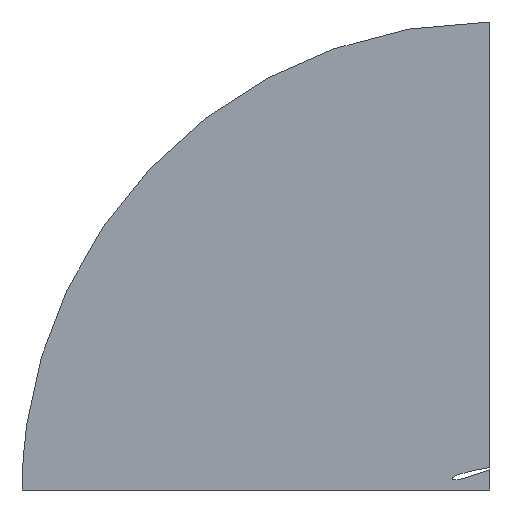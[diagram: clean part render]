
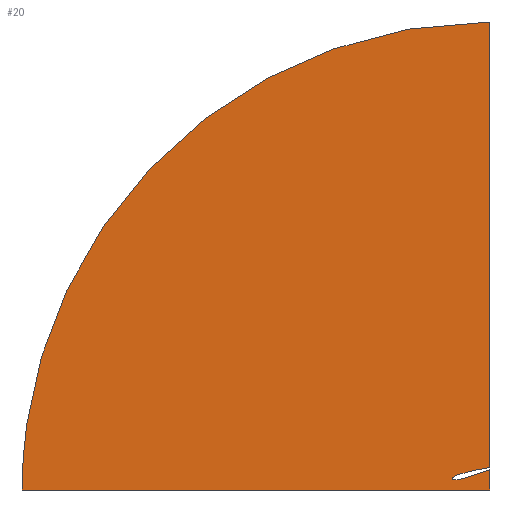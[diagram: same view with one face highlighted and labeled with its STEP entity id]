
A CAD part, top view. The second image highlights one B-rep face of the part: STEP entity #20.
In plain terms, the highlighted planar face has unit normal (0, 0, 1).
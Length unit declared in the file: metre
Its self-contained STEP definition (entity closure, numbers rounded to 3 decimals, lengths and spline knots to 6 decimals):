
#20=ADVANCED_FACE('',(#21),#43,.T.);
#21=FACE_OUTER_BOUND('',#22,.T.);
#22=EDGE_LOOP('',(#23,#24,#25,#26,#27));
#23=ORIENTED_EDGE('',*,*,#28,.T.);
#24=ORIENTED_EDGE('',*,*,#32,.T.);
#25=ORIENTED_EDGE('',*,*,#31,.T.);
#26=ORIENTED_EDGE('',*,*,#30,.T.);
#27=ORIENTED_EDGE('',*,*,#29,.T.);
#28=EDGE_CURVE('',#38,#42,#33,.T.);
#29=EDGE_CURVE('',#39,#38,#34,.T.);
#30=EDGE_CURVE('',#40,#39,#35,.T.);
#31=EDGE_CURVE('',#41,#40,#36,.T.);
#32=EDGE_CURVE('',#42,#41,#37,.T.);
#33=(
BOUNDED_CURVE()
B_SPLINE_CURVE(3,(#81,#82,#83,#84),.UNSPECIFIED.,.F.,.F.)
B_SPLINE_CURVE_WITH_KNOTS((4,4),(0.,15.704519),.UNSPECIFIED.)
CURVE()
GEOMETRIC_REPRESENTATION_ITEM()
RATIONAL_B_SPLINE_CURVE((1.,0.805,0.805,1.))
REPRESENTATION_ITEM('')
);
#34=(
BOUNDED_CURVE()
B_SPLINE_CURVE(3,(#85,#86,#87,#88),.UNSPECIFIED.,.F.,.F.)
B_SPLINE_CURVE_WITH_KNOTS((4,4),(27.829303,37.351423),
 .UNSPECIFIED.)
CURVE()
GEOMETRIC_REPRESENTATION_ITEM()
RATIONAL_B_SPLINE_CURVE((1.,1.,1.,1.))
REPRESENTATION_ITEM('')
);
#35=(
BOUNDED_CURVE()
B_SPLINE_CURVE(3,(#89,#90,#91,#92,#93,#94,#95,#96,#97,#98,#99,#100,#101,
#102,#103,#104,#105,#106,#107,#108,#109,#110,#111,#112,#113,#114,#115,#116,
#117,#118,#119,#120,#121,#122,#123,#124,#125,#126,#127,#128,#129,#130,#131,
#132),.UNSPECIFIED.,.F.,.F.)
B_SPLINE_CURVE_WITH_KNOTS((4,1,1,1,1,1,1,1,1,1,1,1,1,1,1,1,1,1,1,1,1,1,
1,1,1,1,1,1,1,1,1,1,1,1,1,1,1,1,1,1,1,4),(26.133789,26.174034,
26.224115,26.286616,26.362577,26.421085,26.473703,
26.52728,26.59556,26.663013,26.706323,26.726701,
26.747972,26.776126,26.802123,26.826434,26.843084,
26.85701,26.871653,26.888198,26.901324,26.914028,
26.928166,26.939969,26.950199,26.958395,26.967714,
26.975734,26.985616,26.996126,27.011997,27.032518,
27.077157,27.131021,27.175195,27.255999,27.345999,
27.448182,27.538262,27.630011,27.759184,27.829303),
 .UNSPECIFIED.)
CURVE()
GEOMETRIC_REPRESENTATION_ITEM()
RATIONAL_B_SPLINE_CURVE((1.,1.,1.,1.,1.,1.,1.,1.,1.,1.,1.,1.,1.,1.,1.,1.,
1.,1.,1.,1.,1.,1.,1.,1.,1.,1.,1.,1.,1.,1.,1.,1.,1.,1.,1.,1.,1.,1.,1.,1.,
1.,1.,1.,1.))
REPRESENTATION_ITEM('')
);
#36=(
BOUNDED_CURVE()
B_SPLINE_CURVE(3,(#133,#134,#135,#136),.UNSPECIFIED.,.F.,.F.)
B_SPLINE_CURVE_WITH_KNOTS((4,4),(25.701075,26.133789),
 .UNSPECIFIED.)
CURVE()
GEOMETRIC_REPRESENTATION_ITEM()
RATIONAL_B_SPLINE_CURVE((1.,1.,1.,1.))
REPRESENTATION_ITEM('')
);
#37=(
BOUNDED_CURVE()
B_SPLINE_CURVE(3,(#137,#138,#139,#140),.UNSPECIFIED.,.F.,.F.)
B_SPLINE_CURVE_WITH_KNOTS((4,4),(15.704519,25.701075),
 .UNSPECIFIED.)
CURVE()
GEOMETRIC_REPRESENTATION_ITEM()
RATIONAL_B_SPLINE_CURVE((1.,1.,1.,1.))
REPRESENTATION_ITEM('')
);
#38=VERTEX_POINT('',#76);
#39=VERTEX_POINT('',#77);
#40=VERTEX_POINT('',#78);
#41=VERTEX_POINT('',#79);
#42=VERTEX_POINT('',#80);
#43=PLANE('',#64);
#64=AXIS2_PLACEMENT_3D('',#75,#69,$);
#69=DIRECTION('',(0.,0.,1.));
#75=CARTESIAN_POINT('',(-10.096521,-0.1,0.));
#76=CARTESIAN_POINT('',(0.,10.,0.));
#77=CARTESIAN_POINT('',(0.,0.47788,0.));
#78=CARTESIAN_POINT('',(0.,0.432715,0.));
#79=CARTESIAN_POINT('',(0.,0.,0.));
#80=CARTESIAN_POINT('',(-9.996556,0.,0.));
#81=CARTESIAN_POINT('',(0.,10.,0.));
#82=CARTESIAN_POINT('',(-5.856264,9.997982,0.));
#83=CARTESIAN_POINT('',(-9.996556,5.856265,0.));
#84=CARTESIAN_POINT('',(-9.996556,0.,0.));
#85=CARTESIAN_POINT('',(0.,0.47788,0.));
#86=CARTESIAN_POINT('',(0.,3.65192,0.));
#87=CARTESIAN_POINT('',(0.,6.82596,0.));
#88=CARTESIAN_POINT('',(0.,10.,0.));
#89=CARTESIAN_POINT('',(0.,0.432715,0.));
#90=CARTESIAN_POINT('',(-0.012476,0.427786,0.));
#91=CARTESIAN_POINT('',(-0.040509,0.416798,0.));
#92=CARTESIAN_POINT('',(-0.088047,0.398489,0.));
#93=CARTESIAN_POINT('',(-0.146864,0.376343,0.));
#94=CARTESIAN_POINT('',(-0.208534,0.353807,0.));
#95=CARTESIAN_POINT('',(-0.267347,0.333064,0.));
#96=CARTESIAN_POINT('',(-0.319308,0.315336,0.));
#97=CARTESIAN_POINT('',(-0.37458,0.297238,0.));
#98=CARTESIAN_POINT('',(-0.434867,0.278582,0.));
#99=CARTESIAN_POINT('',(-0.492285,0.262273,0.));
#100=CARTESIAN_POINT('',(-0.534627,0.251393,0.));
#101=CARTESIAN_POINT('',(-0.562179,0.244841,0.));
#102=CARTESIAN_POINT('',(-0.58488,0.239736,0.));
#103=CARTESIAN_POINT('',(-0.6095,0.234637,0.));
#104=CARTESIAN_POINT('',(-0.635228,0.22992,0.));
#105=CARTESIAN_POINT('',(-0.657271,0.226406,0.));
#106=CARTESIAN_POINT('',(-0.675408,0.223986,0.));
#107=CARTESIAN_POINT('',(-0.690387,0.222297,0.));
#108=CARTESIAN_POINT('',(-0.705367,0.220963,0.));
#109=CARTESIAN_POINT('',(-0.720116,0.220088,0.));
#110=CARTESIAN_POINT('',(-0.734239,0.219743,0.));
#111=CARTESIAN_POINT('',(-0.747564,0.219955,0.));
#112=CARTESIAN_POINT('',(-0.760424,0.220865,0.));
#113=CARTESIAN_POINT('',(-0.772365,0.222617,0.));
#114=CARTESIAN_POINT('',(-0.782167,0.22508,0.));
#115=CARTESIAN_POINT('',(-0.790762,0.228547,0.));
#116=CARTESIAN_POINT('',(-0.797949,0.233401,0.));
#117=CARTESIAN_POINT('',(-0.802816,0.241544,0.));
#118=CARTESIAN_POINT('',(-0.801993,0.25158,0.));
#119=CARTESIAN_POINT('',(-0.795677,0.262089,0.));
#120=CARTESIAN_POINT('',(-0.784552,0.273216,0.));
#121=CARTESIAN_POINT('',(-0.762673,0.28916,0.));
#122=CARTESIAN_POINT('',(-0.727604,0.307985,0.));
#123=CARTESIAN_POINT('',(-0.683833,0.32665,0.));
#124=CARTESIAN_POINT('',(-0.6278,0.347054,0.));
#125=CARTESIAN_POINT('',(-0.559277,0.368148,0.));
#126=CARTESIAN_POINT('',(-0.471204,0.391101,0.));
#127=CARTESIAN_POINT('',(-0.379378,0.411678,0.));
#128=CARTESIAN_POINT('',(-0.286531,0.430196,0.));
#129=CARTESIAN_POINT('',(-0.184535,0.448754,0.));
#130=CARTESIAN_POINT('',(-0.088806,0.464526,0.));
#131=CARTESIAN_POINT('',(-0.023125,0.474486,0.));
#132=CARTESIAN_POINT('',(0.,0.47788,0.));
#133=CARTESIAN_POINT('',(0.,0.,0.));
#134=CARTESIAN_POINT('',(0.,0.144238,0.));
#135=CARTESIAN_POINT('',(0.,0.288476,0.));
#136=CARTESIAN_POINT('',(0.,0.432715,0.));
#137=CARTESIAN_POINT('',(-9.996556,0.,0.));
#138=CARTESIAN_POINT('',(-6.66437,0.,0.));
#139=CARTESIAN_POINT('',(-3.332185,0.,0.));
#140=CARTESIAN_POINT('',(0.,0.,0.));
